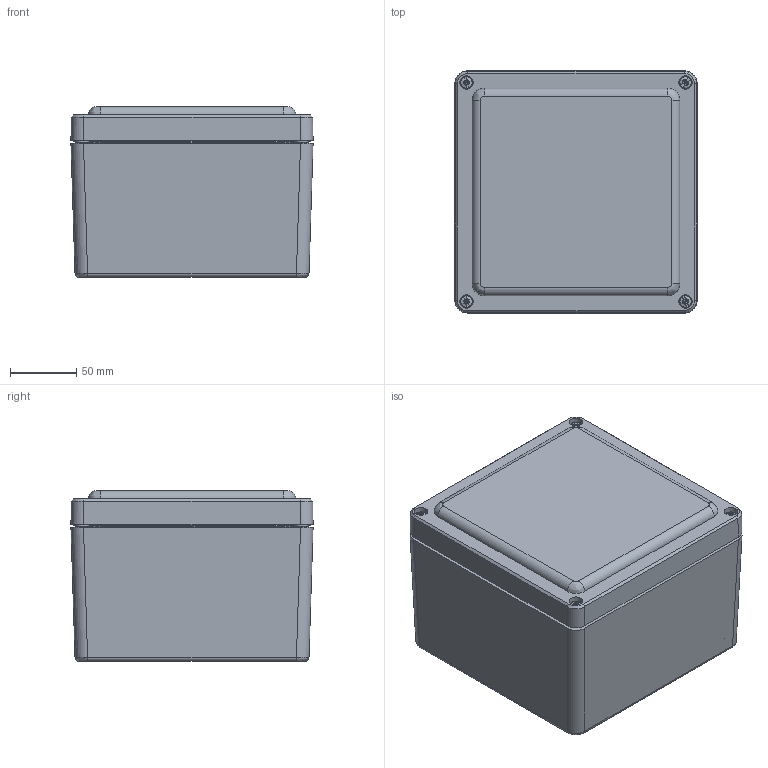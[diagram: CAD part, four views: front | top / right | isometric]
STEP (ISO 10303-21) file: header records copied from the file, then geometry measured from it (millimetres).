
FILE_DESCRIPTION(/* description */ (''),/* implementation_level */ '2;1');
FILE_NAME(/* name */ 'HW-70705SC.stp',/* time_stamp */ '2014-04-09T08:15:31-05:00',/* author */ ('jtigges'),/* organization */ (''),/* preprocessor_version */ 'ST-DEVELOPER v15.2',/* originating_system */ 'Autodesk Inventor 2014',/* authorisation */ '');
FILE_SCHEMA (('AUTOMOTIVE_DESIGN { 1 0 10303 214 3 1 1 }'));
Length unit declared in the file: inch
Products named in the file (11): WP707WBOX; 0.3125-18 X 0.563 DP BRASS INSERT; 10-32 X0.3125 DP BRASS INSERT; 10-24 X 0.625 DP BRASS INSERT; WP707WCVR; 10-24 X 0.925 DP COMBO SCREW; GASKET_707H; O_RING_COVER; CL707W_STP
Bounding box: 183.39 x 183.39 x 129.39 mm (x, y, z)
Volume: 816669.9 mm3; surface area: 354549.5 mm2
Topology: 23 solids, 23 shells, 1078 faces, 2694 edges, 1651 vertices
Faces by surface type: plane 426, cylinder 260, cone 156, bspline 134, torus 94, sphere 8
Full cylindrical faces by diameter (mm): 3.683 x4, 3.962 x4, 3.969 x4, 4.826 x4, 4.86 x4, 5.556 x4, 5.842 x4, 7.112 x4, 7.144 x16, 7.938 x4, 9.24 x4, 9.525 x4, 10.319 x4, 13.494 x8
Entity records: 37252 total; most frequent: CARTESIAN_POINT 16772, DIRECTION 4379, ORIENTED_EDGE 4088, EDGE_CURVE 2044, AXIS2_PLACEMENT_3D 1694, VERTEX_POINT 1282, LINE 991, VECTOR 991
